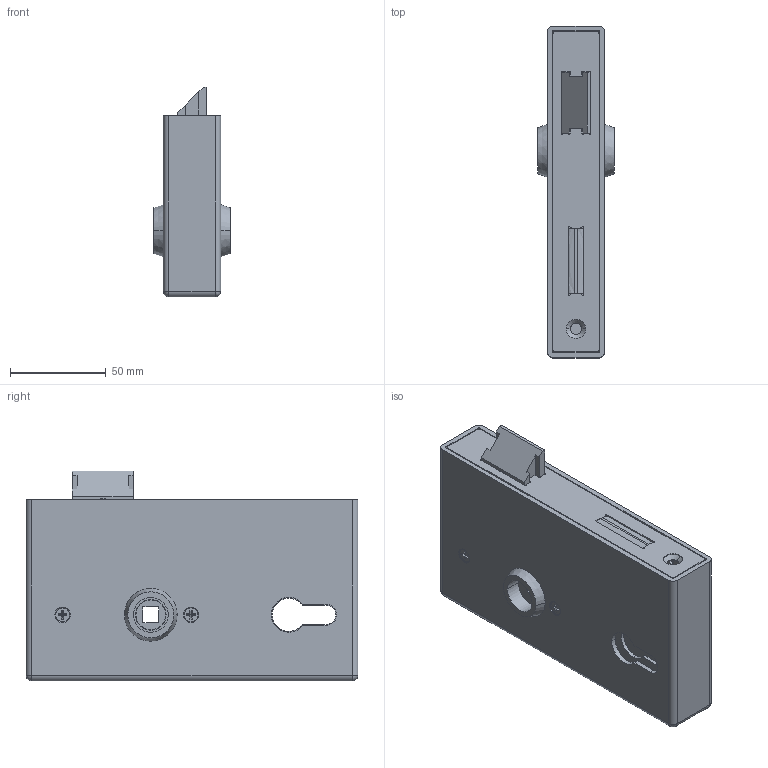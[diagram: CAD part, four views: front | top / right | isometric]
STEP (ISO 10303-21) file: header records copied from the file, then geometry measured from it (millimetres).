
FILE_DESCRIPTION (( 'STEP AP203' ), '1' );
FILE_NAME ('59101-240.step', '2020-12-03T15:34:33', ( '' ), ( '' ), 'SwSTEP 2.0', 'SolidWorks 2018', '' );
FILE_SCHEMA (( 'CONFIG_CONTROL_DESIGN' ));
Length unit declared in the file: millimetre
Products named in the file (20): DIN 965; Schlosskasten Teil5 Konfig_59XXX-240 Teil5; DIN 965_DIN 965 M4x10; Schlosskasten Teil6 Konfig_59100-240 Teil6; Schlosskasten Teil2 Konfig; Schlosskasten Teil1 Konfig; Schlosskasten Teil6 Konfig; Schlosskasten Teil5 Konfig; Schlosskasten Teil4 Konfig_59XXX-240 Teil4; 59101-240; Schlosskasten Teil1 Konfig_59101-240 Teil1; Schlosskasten Teil3 Konfig_59XXX-240 Teil3; Schlosskasten Teil2 Konfig_59101-240 Teil2; Schlosskasten Teil4 Konfig; Schlosskasten Teil3 Konfig
Assembly tree (12 placements, depth 2):
  DIN 965
  Schlosskasten Teil1 Konfig
  Schlosskasten Teil6 Konfig
  Schlosskasten Teil6 Konfig
  DIN 965
Bounding box: 40 x 173 x 109.5 mm (x, y, z)
Volume: 172401.1 mm3; surface area: 157766.3 mm2
Topology: 15 solids, 15 shells, 590 faces, 1517 edges, 974 vertices
Faces by surface type: plane 288, cylinder 174, bspline 63, cone 57, sphere 8
Entity records: 21216 total; most frequent: CARTESIAN_POINT 7052, ORIENTED_EDGE 2606, DIRECTION 2405, EDGE_CURVE 1303, VERTEX_POINT 844, LINE 843, VECTOR 843, AXIS2_PLACEMENT_3D 781
